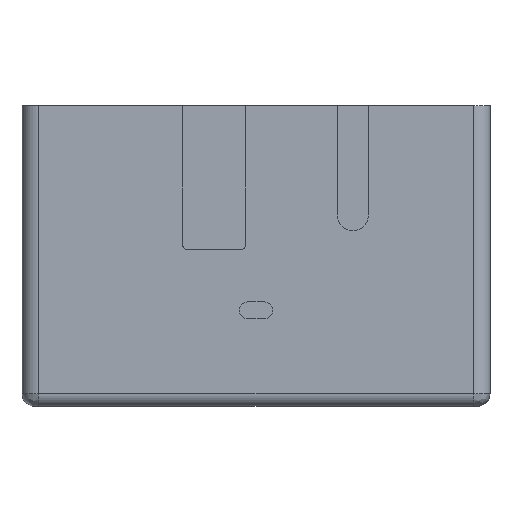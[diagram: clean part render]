
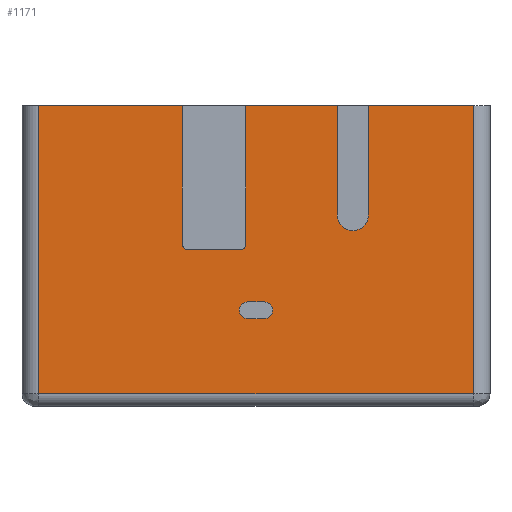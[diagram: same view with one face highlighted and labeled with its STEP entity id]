
A CAD part, front view. The second image highlights one B-rep face of the part: STEP entity #1171.
In plain terms, the highlighted planar face has unit normal (0, -1, 0).
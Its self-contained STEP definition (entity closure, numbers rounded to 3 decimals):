
#19=FACE_BOUND('',#144,.T.);
#37=PLANE('',#1267);
#81=FACE_OUTER_BOUND('',#143,.T.);
#143=EDGE_LOOP('',(#870,#871,#872,#873,#874,#875,#876,#877,#878,#879,#880,
#881,#882,#883,#884));
#144=EDGE_LOOP('',(#885,#886,#887,#888));
#224=LINE('',#1789,#347);
#230=LINE('',#1804,#353);
#231=LINE('',#1811,#354);
#235=LINE('',#1820,#358);
#239=LINE('',#1828,#362);
#242=LINE('',#1834,#365);
#243=LINE('',#1836,#366);
#244=LINE('',#1840,#367);
#245=LINE('',#1844,#368);
#246=LINE('',#1846,#369);
#247=LINE('',#1848,#370);
#248=LINE('',#1850,#371);
#249=LINE('',#1852,#372);
#250=LINE('',#1853,#373);
#347=VECTOR('',#1439,10.);
#353=VECTOR('',#1453,10.);
#354=VECTOR('',#1462,10.);
#358=VECTOR('',#1468,10.);
#362=VECTOR('',#1474,10.);
#365=VECTOR('',#1479,10.);
#366=VECTOR('',#1480,10.);
#367=VECTOR('',#1483,10.);
#368=VECTOR('',#1486,10.);
#369=VECTOR('',#1487,10.);
#370=VECTOR('',#1488,10.);
#371=VECTOR('',#1489,10.);
#372=VECTOR('',#1490,10.);
#373=VECTOR('',#1491,10.);
#449=CIRCLE('',#1258,1.);
#451=CIRCLE('',#1262,1.);
#453=CIRCLE('',#1268,0.6);
#454=CIRCLE('',#1269,0.6);
#455=CIRCLE('',#1270,1.855);
#521=VERTEX_POINT('',#1785);
#523=VERTEX_POINT('',#1788);
#525=VERTEX_POINT('',#1794);
#528=VERTEX_POINT('',#1802);
#529=VERTEX_POINT('',#1809);
#530=VERTEX_POINT('',#1810);
#533=VERTEX_POINT('',#1818);
#534=VERTEX_POINT('',#1819);
#537=VERTEX_POINT('',#1827);
#539=VERTEX_POINT('',#1833);
#540=VERTEX_POINT('',#1835);
#541=VERTEX_POINT('',#1837);
#542=VERTEX_POINT('',#1839);
#543=VERTEX_POINT('',#1841);
#544=VERTEX_POINT('',#1843);
#545=VERTEX_POINT('',#1845);
#546=VERTEX_POINT('',#1847);
#547=VERTEX_POINT('',#1849);
#548=VERTEX_POINT('',#1851);
#652=EDGE_CURVE('',#523,#521,#224,.T.);
#655=EDGE_CURVE('',#525,#521,#449,.T.);
#660=EDGE_CURVE('',#525,#528,#230,.T.);
#661=EDGE_CURVE('',#523,#528,#451,.T.);
#663=EDGE_CURVE('',#529,#530,#231,.T.);
#667=EDGE_CURVE('',#533,#534,#235,.T.);
#671=EDGE_CURVE('',#530,#537,#239,.T.);
#674=EDGE_CURVE('',#539,#534,#242,.T.);
#675=EDGE_CURVE('',#539,#540,#243,.T.);
#676=EDGE_CURVE('',#540,#541,#453,.T.);
#677=EDGE_CURVE('',#541,#542,#244,.T.);
#678=EDGE_CURVE('',#542,#543,#454,.T.);
#679=EDGE_CURVE('',#543,#544,#245,.T.);
#680=EDGE_CURVE('',#545,#544,#246,.T.);
#681=EDGE_CURVE('',#546,#545,#247,.T.);
#682=EDGE_CURVE('',#547,#546,#248,.T.);
#683=EDGE_CURVE('',#548,#547,#249,.T.);
#684=EDGE_CURVE('',#529,#548,#250,.T.);
#685=EDGE_CURVE('',#537,#533,#455,.T.);
#870=ORIENTED_EDGE('',*,*,#667,.T.);
#871=ORIENTED_EDGE('',*,*,#674,.F.);
#872=ORIENTED_EDGE('',*,*,#675,.T.);
#873=ORIENTED_EDGE('',*,*,#676,.T.);
#874=ORIENTED_EDGE('',*,*,#677,.T.);
#875=ORIENTED_EDGE('',*,*,#678,.T.);
#876=ORIENTED_EDGE('',*,*,#679,.T.);
#877=ORIENTED_EDGE('',*,*,#680,.F.);
#878=ORIENTED_EDGE('',*,*,#681,.F.);
#879=ORIENTED_EDGE('',*,*,#682,.F.);
#880=ORIENTED_EDGE('',*,*,#683,.F.);
#881=ORIENTED_EDGE('',*,*,#684,.F.);
#882=ORIENTED_EDGE('',*,*,#663,.T.);
#883=ORIENTED_EDGE('',*,*,#671,.T.);
#884=ORIENTED_EDGE('',*,*,#685,.T.);
#885=ORIENTED_EDGE('',*,*,#655,.F.);
#886=ORIENTED_EDGE('',*,*,#660,.T.);
#887=ORIENTED_EDGE('',*,*,#661,.F.);
#888=ORIENTED_EDGE('',*,*,#652,.T.);
#1171=ADVANCED_FACE('',(#81,#19),#37,.T.);
#1258=AXIS2_PLACEMENT_3D('',#1795,#1444,#1445);
#1262=AXIS2_PLACEMENT_3D('',#1806,#1456,#1457);
#1267=AXIS2_PLACEMENT_3D('',#1832,#1477,#1478);
#1268=AXIS2_PLACEMENT_3D('',#1838,#1481,#1482);
#1269=AXIS2_PLACEMENT_3D('',#1842,#1484,#1485);
#1270=AXIS2_PLACEMENT_3D('',#1854,#1492,#1493);
#1439=DIRECTION('',(1.,0.,0.));
#1444=DIRECTION('center_axis',(0.,-1.,0.));
#1445=DIRECTION('ref_axis',(0.707,0.,-0.707));
#1453=DIRECTION('',(-1.,0.,0.));
#1456=DIRECTION('center_axis',(0.,-1.,0.));
#1457=DIRECTION('ref_axis',(-0.707,0.,0.707));
#1462=DIRECTION('',(0.,0.,-1.));
#1468=DIRECTION('',(0.,0.,1.));
#1474=DIRECTION('',(-1.,0.,0.));
#1477=DIRECTION('center_axis',(0.,-1.,0.));
#1478=DIRECTION('ref_axis',(1.,0.,0.));
#1479=DIRECTION('',(1.,0.,0.));
#1480=DIRECTION('',(0.,0.,-1.));
#1481=DIRECTION('center_axis',(0.,1.,0.));
#1482=DIRECTION('ref_axis',(0.,0.,-1.));
#1483=DIRECTION('',(-1.,0.,0.));
#1484=DIRECTION('center_axis',(0.,1.,0.));
#1485=DIRECTION('ref_axis',(-1.,0.,0.));
#1486=DIRECTION('',(0.,0.,1.));
#1487=DIRECTION('',(1.,0.,0.));
#1488=DIRECTION('',(0.,0.,1.));
#1489=DIRECTION('',(-1.,0.,0.));
#1490=DIRECTION('',(0.,0.,-1.));
#1491=DIRECTION('',(1.,0.,0.));
#1492=DIRECTION('center_axis',(0.,1.,0.));
#1493=DIRECTION('ref_axis',(-1.,0.,0.));
#1785=CARTESIAN_POINT('',(28.,-2.,12.5));
#1788=CARTESIAN_POINT('',(26.,-2.,12.5));
#1789=CARTESIAN_POINT('',(12.,-2.,12.5));
#1794=CARTESIAN_POINT('',(28.,-2.,10.5));
#1795=CARTESIAN_POINT('Origin',(28.,-2.,11.5));
#1802=CARTESIAN_POINT('',(26.,-2.,10.5));
#1804=CARTESIAN_POINT('',(14.,-2.,10.5));
#1806=CARTESIAN_POINT('Origin',(26.,-2.,11.5));
#1809=CARTESIAN_POINT('',(40.495,-2.,36.));
#1810=CARTESIAN_POINT('',(40.495,-2.,22.912));
#1811=CARTESIAN_POINT('',(40.495,-2.,17.));
#1818=CARTESIAN_POINT('',(36.745,-2.,22.912));
#1819=CARTESIAN_POINT('',(36.745,-2.,36.));
#1820=CARTESIAN_POINT('',(36.745,-2.,11.456));
#1827=CARTESIAN_POINT('',(40.455,-2.,22.912));
#1828=CARTESIAN_POINT('',(19.747,-2.,22.912));
#1832=CARTESIAN_POINT('Origin',(-1.,-2.,0.));
#1833=CARTESIAN_POINT('',(25.8,-2.,36.));
#1834=CARTESIAN_POINT('',(55.,-2.,36.));
#1835=CARTESIAN_POINT('',(25.8,-2.,19.4));
#1836=CARTESIAN_POINT('',(25.8,-2.,10.4));
#1837=CARTESIAN_POINT('',(25.2,-2.,18.8));
#1838=CARTESIAN_POINT('Origin',(25.2,-2.,19.4));
#1839=CARTESIAN_POINT('',(18.8,-2.,18.8));
#1840=CARTESIAN_POINT('',(12.1,-2.,18.8));
#1841=CARTESIAN_POINT('',(18.2,-2.,19.4));
#1842=CARTESIAN_POINT('Origin',(18.8,-2.,19.4));
#1843=CARTESIAN_POINT('',(18.2,-2.,36.));
#1844=CARTESIAN_POINT('',(18.2,-2.,10.4));
#1845=CARTESIAN_POINT('',(1.,-2.,36.));
#1846=CARTESIAN_POINT('',(55.,-2.,36.));
#1847=CARTESIAN_POINT('',(1.,-2.,1.5));
#1848=CARTESIAN_POINT('',(1.,-2.,0.));
#1849=CARTESIAN_POINT('',(53.,-2.,1.5));
#1850=CARTESIAN_POINT('',(13.,-2.,1.5));
#1851=CARTESIAN_POINT('',(53.,-2.,36.));
#1852=CARTESIAN_POINT('',(53.,-2.,0.));
#1853=CARTESIAN_POINT('',(55.,-2.,36.));
#1854=CARTESIAN_POINT('Origin',(38.6,-2.,22.9));
